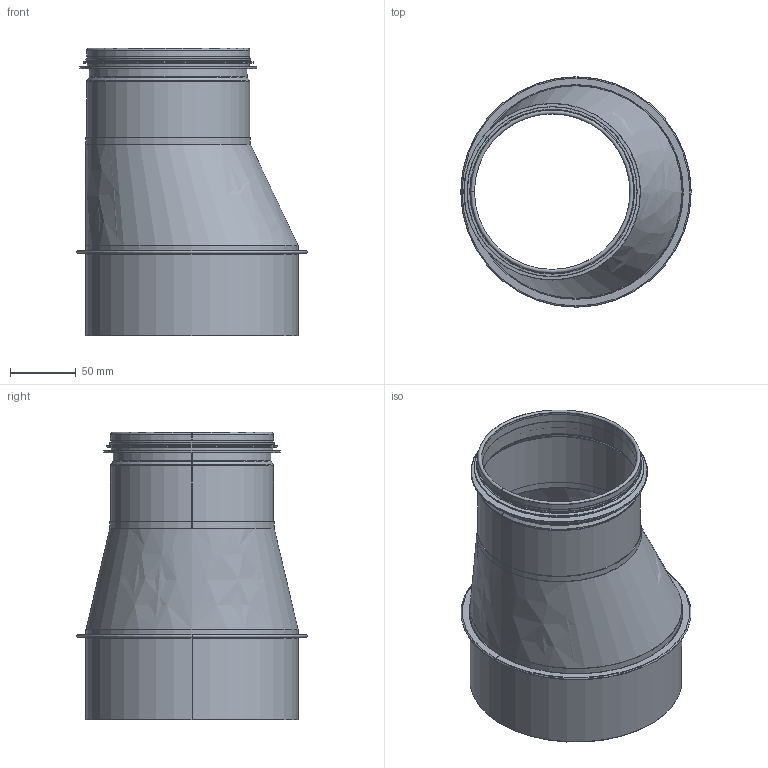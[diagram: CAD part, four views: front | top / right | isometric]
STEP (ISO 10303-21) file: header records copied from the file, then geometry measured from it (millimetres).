
FILE_DESCRIPTION((''),'2;1');
FILE_NAME('HFBM_160-125.stp','2014-02-19T13:19:02',(''),(''),'Autodesk Inventor 2013','Autodesk Inventor 2013','');
FILE_SCHEMA(('AUTOMOTIVE_DESIGN { 1 2 10303 214 0 1 1 1 }'));
Length unit declared in the file: millimetre
Products named in the file (6): HFBM_160-125; KonPunktadFalsadHFBM_160-125; MuffMedFals-160; Stos-125; StosRörämne-125; 999004
Assembly tree (5 placements, depth 3):
  HFBM_160-125
    KonPunktadFalsadHFBM_160-125
    MuffMedFals-160
    Stos-125
      StosRörämne-125
      999004
Bounding box: 175.3 x 175.3 x 218.5 mm (x, y, z)
Volume: 49008.7 mm3; surface area: 247335 mm2
Topology: 4 solids, 5 shells, 92 faces, 181 edges, 98 vertices
Faces by surface type: plane 44, cylinder 20, torus 18, cone 6, bspline 4
Full cylindrical faces by diameter (mm): 118.25 x1, 119.25 x1, 120.45 x1, 123.05 x5, 124.05 x3, 125.05 x1, 129.45 x1, 134.45 x1, 160.3 x2, 161.3 x2, 163.3 x1, 171.3 x1
Entity records: 2884 total; most frequent: CARTESIAN_POINT 776, DIRECTION 437, ORIENTED_EDGE 320, AXIS2_PLACEMENT_3D 186, EDGE_CURVE 160, EDGE_LOOP 120, VERTEX_POINT 97, STYLED_ITEM 96
